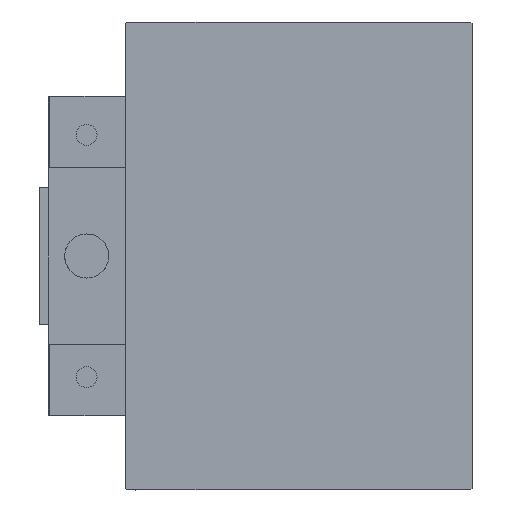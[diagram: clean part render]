
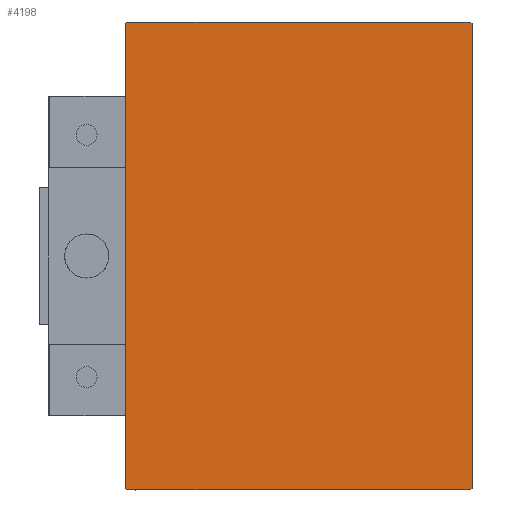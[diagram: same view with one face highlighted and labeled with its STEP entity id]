
A CAD part, left-side view. The second image highlights one B-rep face of the part: STEP entity #4198.
In plain terms, the highlighted face is planar.
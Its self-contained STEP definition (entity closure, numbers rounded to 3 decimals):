
#1410 = ORIENTED_EDGE ( 'NONE', *, *, #13351, .T. ) ;
#1516 = DIRECTION ( 'NONE',  ( 0., 0.707, -0.707 ) ) ;
#2512 = CARTESIAN_POINT ( 'NONE',  ( 113., 36.85, -36.85 ) ) ;
#3409 = VERTEX_POINT ( 'NONE', #9858 ) ;
#4198 = ADVANCED_FACE ( 'NONE', ( #11119 ), #46149, .T. ) ;
#6020 = ORIENTED_EDGE ( 'NONE', *, *, #45959, .T. ) ;
#7818 = DIRECTION ( 'NONE',  ( 0., 0., -1. ) ) ;
#8174 = ORIENTED_EDGE ( 'NONE', *, *, #26381, .T. ) ;
#8513 = CARTESIAN_POINT ( 'NONE',  ( 113., 31.5, 42.5 ) ) ;
#8572 = VERTEX_POINT ( 'NONE', #30762 ) ;
#8791 = LINE ( 'NONE', #34271, #45994 ) ;
#8799 = ORIENTED_EDGE ( 'NONE', *, *, #36142, .T. ) ;
#9858 = CARTESIAN_POINT ( 'NONE',  ( 113., 31.5, 42.2 ) ) ;
#10075 = VERTEX_POINT ( 'NONE', #48374 ) ;
#10256 = ORIENTED_EDGE ( 'NONE', *, *, #27122, .T. ) ;
#10341 = CARTESIAN_POINT ( 'NONE',  ( 113., -36.85, 36.85 ) ) ;
#10417 = LINE ( 'NONE', #45445, #12437 ) ;
#10630 = VERTEX_POINT ( 'NONE', #21342 ) ;
#11119 = FACE_OUTER_BOUND ( 'NONE', #45726, .T. ) ;
#11369 = CARTESIAN_POINT ( 'NONE',  ( 113., 0., 0. ) ) ;
#12437 = VECTOR ( 'NONE', #41649, 1000. ) ;
#12966 = CARTESIAN_POINT ( 'NONE',  ( 113., 31.2, 42.5 ) ) ;
#13318 = ORIENTED_EDGE ( 'NONE', *, *, #32751, .T. ) ;
#13351 = EDGE_CURVE ( 'NONE', #46658, #10075, #47334, .T. ) ;
#14297 = CARTESIAN_POINT ( 'NONE',  ( 113., 31.5, -42.5 ) ) ;
#15994 = VECTOR ( 'NONE', #1516, 1000. ) ;
#17290 = VECTOR ( 'NONE', #22581, 1000. ) ;
#18324 = ORIENTED_EDGE ( 'NONE', *, *, #48902, .T. ) ;
#18336 = VERTEX_POINT ( 'NONE', #26692 ) ;
#21342 = CARTESIAN_POINT ( 'NONE',  ( 113., -31.5, -42.2 ) ) ;
#22447 = VECTOR ( 'NONE', #43542, 1000. ) ;
#22581 = DIRECTION ( 'NONE',  ( 0., 0.707, 0.707 ) ) ;
#23637 = ORIENTED_EDGE ( 'NONE', *, *, #23900, .T. ) ;
#23900 = EDGE_CURVE ( 'NONE', #42327, #3409, #30296, .T. ) ;
#24732 = CARTESIAN_POINT ( 'NONE',  ( 113., 31.5, -42.2 ) ) ;
#25834 = DIRECTION ( 'NONE',  ( 0., -0.707, -0.707 ) ) ;
#26000 = VECTOR ( 'NONE', #25834, 1000. ) ;
#26381 = EDGE_CURVE ( 'NONE', #3409, #46658, #41767, .T. ) ;
#26692 = CARTESIAN_POINT ( 'NONE',  ( 113., -31.5, 42.2 ) ) ;
#26741 = VECTOR ( 'NONE', #33878, 1000. ) ;
#27122 = EDGE_CURVE ( 'NONE', #10075, #18336, #33221, .T. ) ;
#29331 = DIRECTION ( 'NONE',  ( 0., -0.707, 0.707 ) ) ;
#30296 = LINE ( 'NONE', #14297, #26741 ) ;
#30326 = AXIS2_PLACEMENT_3D ( 'NONE', #11369, #34501, #7818 ) ;
#30762 = CARTESIAN_POINT ( 'NONE',  ( 113., -31.2, -42.5 ) ) ;
#32751 = EDGE_CURVE ( 'NONE', #18336, #10630, #10417, .T. ) ;
#33221 = LINE ( 'NONE', #10341, #26000 ) ;
#33878 = DIRECTION ( 'NONE',  ( 0., 0., 1. ) ) ;
#34271 = CARTESIAN_POINT ( 'NONE',  ( 113., -31.5, -42.5 ) ) ;
#34501 = DIRECTION ( 'NONE',  ( 1., 0., 0. ) ) ;
#34528 = DIRECTION ( 'NONE',  ( 0., 1., 0. ) ) ;
#36142 = EDGE_CURVE ( 'NONE', #37511, #42327, #37329, .T. ) ;
#36327 = LINE ( 'NONE', #48458, #15994 ) ;
#37329 = LINE ( 'NONE', #2512, #17290 ) ;
#37362 = VECTOR ( 'NONE', #29331, 1000. ) ;
#37511 = VERTEX_POINT ( 'NONE', #43264 ) ;
#41017 = CARTESIAN_POINT ( 'NONE',  ( 113., 36.85, 36.85 ) ) ;
#41649 = DIRECTION ( 'NONE',  ( 0., 0., -1. ) ) ;
#41767 = LINE ( 'NONE', #41017, #37362 ) ;
#42327 = VERTEX_POINT ( 'NONE', #24732 ) ;
#43264 = CARTESIAN_POINT ( 'NONE',  ( 113., 31.2, -42.5 ) ) ;
#43542 = DIRECTION ( 'NONE',  ( 0., -1., 0. ) ) ;
#45445 = CARTESIAN_POINT ( 'NONE',  ( 113., -31.5, 42.5 ) ) ;
#45726 = EDGE_LOOP ( 'NONE', ( #6020, #8799, #23637, #8174, #1410, #10256, #13318, #18324 ) ) ;
#45959 = EDGE_CURVE ( 'NONE', #8572, #37511, #8791, .T. ) ;
#45994 = VECTOR ( 'NONE', #34528, 1000. ) ;
#46149 = PLANE ( 'NONE',  #30326 ) ;
#46658 = VERTEX_POINT ( 'NONE', #12966 ) ;
#47334 = LINE ( 'NONE', #8513, #22447 ) ;
#48374 = CARTESIAN_POINT ( 'NONE',  ( 113., -31.2, 42.5 ) ) ;
#48458 = CARTESIAN_POINT ( 'NONE',  ( 113., -36.85, -36.85 ) ) ;
#48902 = EDGE_CURVE ( 'NONE', #10630, #8572, #36327, .T. ) ;
